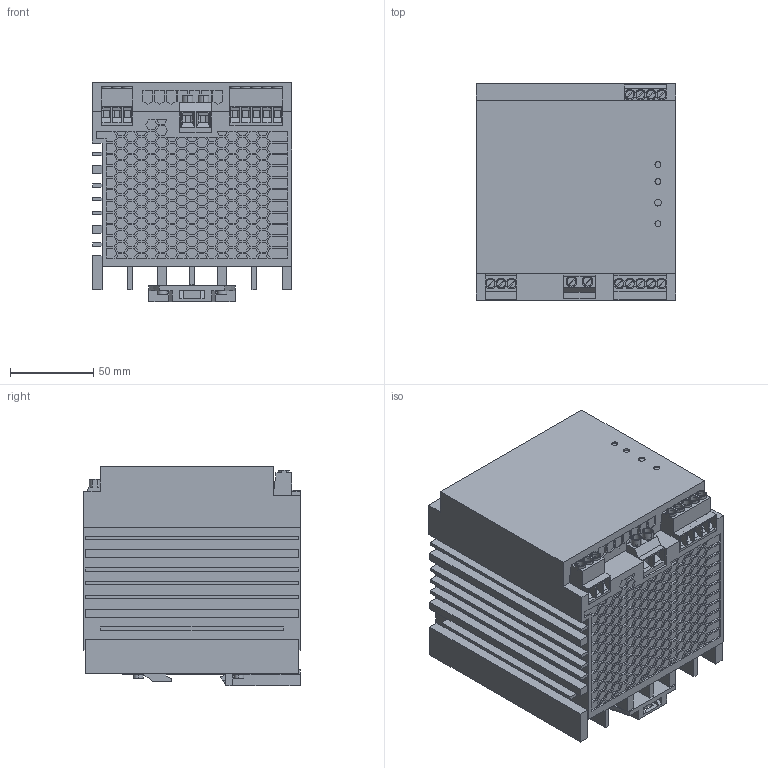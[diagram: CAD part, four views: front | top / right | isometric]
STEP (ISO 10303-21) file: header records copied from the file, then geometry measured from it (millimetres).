
FILE_DESCRIPTION(('Creo Elements/Direct Modeling STEP Export'),'2;1');
FILE_NAME('model.stp','2017-10-26T13:43:10',(''),(''),'Creo Elements/Direct Modeling STEP processor for AP214 (Solid Model)','Creo Elements/Direct Modeling 18.1I 14-Aug-2016 (C) Parametric Technology GmbH','');
FILE_SCHEMA(('AUTOMOTIVE_DESIGN { 1 0 10303 214 1 1 1 1 }'));
Products named in the file (2): QUINT_PS_2AC_1DC_24DC_20-select
Assembly tree (1 placements, depth 2):
  QUINT_PS_2AC_1DC_24DC_20-select
    QUINT_PS_2AC_1DC_24DC_20-select
Bounding box: 120 x 130 x 131.6 mm (x, y, z)
Volume: 1701637.6 mm3; surface area: 147104 mm2
Topology: 1 solids, 1 shells, 3410 faces, 8743 edges, 5816 vertices
Faces by surface type: plane 3300, cylinder 108, extrusion 2
Entity records: 126033 total; most frequent: CARTESIAN_POINT 17612, ORIENTED_EDGE 17486, DIRECTION 14713, EDGE_CURVE 8743, VECTOR 8419, LINE 8417, VERTEX_POINT 5816, EDGE_LOOP 3895
